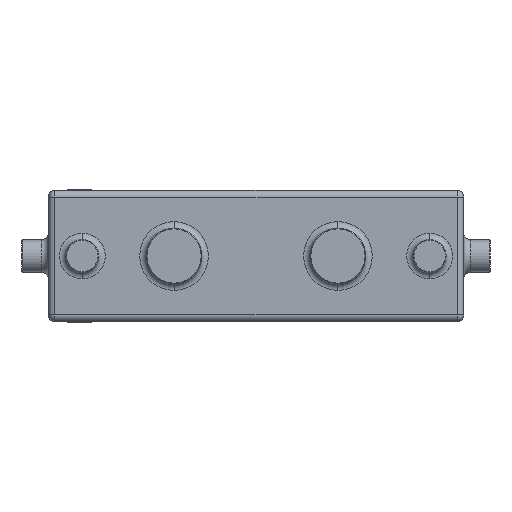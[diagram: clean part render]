
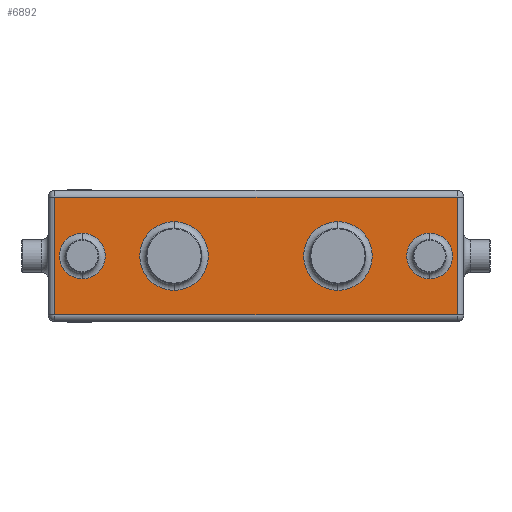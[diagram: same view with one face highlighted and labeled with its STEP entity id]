
A CAD part, left-side view. The second image highlights one B-rep face of the part: STEP entity #6892.
In plain terms, the highlighted planar face has unit normal (-1, 0, 0).
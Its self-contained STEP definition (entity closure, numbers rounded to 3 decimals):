
#30 = FACE_BOUND ( 'NONE', #18969, .T. ) ;
#239 = AXIS2_PLACEMENT_3D ( 'NONE', #13666, #20938, #7823 ) ;
#689 = CIRCLE ( 'NONE', #15675, 26.2 ) ;
#746 = EDGE_CURVE ( 'NONE', #15134, #18985, #2673, .T. ) ;
#784 = DIRECTION ( 'NONE',  ( 1., 0., 0. ) ) ;
#1216 = VECTOR ( 'NONE', #5870, 1000. ) ;
#1243 = ORIENTED_EDGE ( 'NONE', *, *, #5637, .T. ) ;
#1367 = EDGE_CURVE ( 'NONE', #18239, #23775, #23019, .T. ) ;
#1446 = DIRECTION ( 'NONE',  ( 0., 0., 1. ) ) ;
#1540 = FACE_OUTER_BOUND ( 'NONE', #4489, .T. ) ;
#1769 = ORIENTED_EDGE ( 'NONE', *, *, #22058, .T. ) ;
#1827 = FACE_BOUND ( 'NONE', #6252, .T. ) ;
#1837 = ORIENTED_EDGE ( 'NONE', *, *, #3284, .T. ) ;
#2079 = CARTESIAN_POINT ( 'NONE',  ( -50., 132.5, -17.5 ) ) ;
#2396 = VECTOR ( 'NONE', #1446, 1000. ) ;
#2422 = FACE_BOUND ( 'NONE', #21381, .T. ) ;
#2673 = CIRCLE ( 'NONE', #5616, 26.2 ) ;
#3284 = EDGE_CURVE ( 'NONE', #18985, #15134, #18266, .T. ) ;
#3684 = EDGE_CURVE ( 'NONE', #20295, #21529, #11866, .T. ) ;
#4489 = EDGE_LOOP ( 'NONE', ( #1769, #8218, #5557, #23507 ) ) ;
#4594 = CARTESIAN_POINT ( 'NONE',  ( -50., 132.5, 17.5 ) ) ;
#4930 = ORIENTED_EDGE ( 'NONE', *, *, #11195, .T. ) ;
#5136 = CARTESIAN_POINT ( 'NONE',  ( -50., 62.5, -26.2 ) ) ;
#5445 = CARTESIAN_POINT ( 'NONE',  ( -50., -132.5, 17.5 ) ) ;
#5557 = ORIENTED_EDGE ( 'NONE', *, *, #21503, .T. ) ;
#5616 = AXIS2_PLACEMENT_3D ( 'NONE', #13138, #24356, #7304 ) ;
#5637 = EDGE_CURVE ( 'NONE', #23775, #18239, #13990, .T. ) ;
#5870 = DIRECTION ( 'NONE',  ( 0., 0., -1. ) ) ;
#5898 = CARTESIAN_POINT ( 'NONE',  ( -50., 132.5, 0. ) ) ;
#6196 = VERTEX_POINT ( 'NONE', #7555 ) ;
#6227 = VERTEX_POINT ( 'NONE', #2079 ) ;
#6252 = EDGE_LOOP ( 'NONE', ( #22421, #17250 ) ) ;
#6657 = CARTESIAN_POINT ( 'NONE',  ( -50., -158.5, -45. ) ) ;
#6745 = LINE ( 'NONE', #6657, #17681 ) ;
#6829 = CARTESIAN_POINT ( 'NONE',  ( -50., -62.5, -26.2 ) ) ;
#6885 = FACE_BOUND ( 'NONE', #22355, .T. ) ;
#6892 = ADVANCED_FACE ( 'NONE', ( #1540, #2422, #6885, #1827, #30 ), #8059, .F. ) ;
#7042 = VERTEX_POINT ( 'NONE', #6829 ) ;
#7147 = AXIS2_PLACEMENT_3D ( 'NONE', #11940, #11865, #21252 ) ;
#7304 = DIRECTION ( 'NONE',  ( 0., 0., -1. ) ) ;
#7555 = CARTESIAN_POINT ( 'NONE',  ( -50., -62.5, 26.2 ) ) ;
#7823 = DIRECTION ( 'NONE',  ( 0., 0., -1. ) ) ;
#7833 = CARTESIAN_POINT ( 'NONE',  ( -50., 153.5, 50. ) ) ;
#8059 = PLANE ( 'NONE',  #7147 ) ;
#8218 = ORIENTED_EDGE ( 'NONE', *, *, #13979, .T. ) ;
#8221 = EDGE_CURVE ( 'NONE', #6196, #7042, #689, .T. ) ;
#8237 = DIRECTION ( 'NONE',  ( 0., 0., -1. ) ) ;
#8403 = CIRCLE ( 'NONE', #10218, 17.5 ) ;
#8443 = CARTESIAN_POINT ( 'NONE',  ( -50., 62.5, 26.2 ) ) ;
#8477 = DIRECTION ( 'NONE',  ( 1., 0., 0. ) ) ;
#8627 = CIRCLE ( 'NONE', #17895, 26.2 ) ;
#8628 = ORIENTED_EDGE ( 'NONE', *, *, #1367, .T. ) ;
#8885 = CARTESIAN_POINT ( 'NONE',  ( -50., 153.5, 45. ) ) ;
#9625 = CARTESIAN_POINT ( 'NONE',  ( -50., -153.5, -45. ) ) ;
#10218 = AXIS2_PLACEMENT_3D ( 'NONE', #12944, #14977, #14811 ) ;
#11088 = DIRECTION ( 'NONE',  ( 0., 1., 0. ) ) ;
#11195 = EDGE_CURVE ( 'NONE', #7042, #6196, #8627, .T. ) ;
#11311 = LINE ( 'NONE', #7833, #1216 ) ;
#11525 = DIRECTION ( 'NONE',  ( 0., 0., -1. ) ) ;
#11865 = DIRECTION ( 'NONE',  ( 1., 0., 0. ) ) ;
#11866 = LINE ( 'NONE', #12773, #2396 ) ;
#11940 = CARTESIAN_POINT ( 'NONE',  ( -50., -158.5, 50. ) ) ;
#12761 = CARTESIAN_POINT ( 'NONE',  ( -50., -62.5, 0. ) ) ;
#12773 = CARTESIAN_POINT ( 'NONE',  ( -50., -153.5, 50. ) ) ;
#12944 = CARTESIAN_POINT ( 'NONE',  ( -50., 132.5, 0. ) ) ;
#13038 = DIRECTION ( 'NONE',  ( 0., 0., -1. ) ) ;
#13100 = AXIS2_PLACEMENT_3D ( 'NONE', #14082, #784, #8237 ) ;
#13138 = CARTESIAN_POINT ( 'NONE',  ( -50., 62.5, 0. ) ) ;
#13156 = VERTEX_POINT ( 'NONE', #8885 ) ;
#13666 = CARTESIAN_POINT ( 'NONE',  ( -50., -132.5, 0. ) ) ;
#13979 = EDGE_CURVE ( 'NONE', #13156, #14951, #11311, .T. ) ;
#13990 = CIRCLE ( 'NONE', #19951, 17.5 ) ;
#14082 = CARTESIAN_POINT ( 'NONE',  ( -50., 62.5, 0. ) ) ;
#14130 = DIRECTION ( 'NONE',  ( 0., -1., 0. ) ) ;
#14439 = CARTESIAN_POINT ( 'NONE',  ( -50., -132.5, -17.5 ) ) ;
#14811 = DIRECTION ( 'NONE',  ( 0., 0., -1. ) ) ;
#14951 = VERTEX_POINT ( 'NONE', #21822 ) ;
#14977 = DIRECTION ( 'NONE',  ( 1., 0., 0. ) ) ;
#15107 = AXIS2_PLACEMENT_3D ( 'NONE', #5898, #15268, #11525 ) ;
#15134 = VERTEX_POINT ( 'NONE', #8443 ) ;
#15268 = DIRECTION ( 'NONE',  ( 1., 0., 0. ) ) ;
#15415 = CIRCLE ( 'NONE', #15107, 17.5 ) ;
#15675 = AXIS2_PLACEMENT_3D ( 'NONE', #12761, #16483, #22181 ) ;
#16483 = DIRECTION ( 'NONE',  ( 1., 0., 0. ) ) ;
#16897 = EDGE_CURVE ( 'NONE', #20907, #6227, #8403, .T. ) ;
#17250 = ORIENTED_EDGE ( 'NONE', *, *, #16897, .T. ) ;
#17681 = VECTOR ( 'NONE', #14130, 1000. ) ;
#17895 = AXIS2_PLACEMENT_3D ( 'NONE', #22598, #24489, #13038 ) ;
#17970 = EDGE_CURVE ( 'NONE', #6227, #20907, #15415, .T. ) ;
#18239 = VERTEX_POINT ( 'NONE', #14439 ) ;
#18266 = CIRCLE ( 'NONE', #13100, 26.2 ) ;
#18809 = ORIENTED_EDGE ( 'NONE', *, *, #8221, .T. ) ;
#18969 = EDGE_LOOP ( 'NONE', ( #8628, #1243 ) ) ;
#18985 = VERTEX_POINT ( 'NONE', #5136 ) ;
#18996 = ORIENTED_EDGE ( 'NONE', *, *, #746, .T. ) ;
#19548 = VECTOR ( 'NONE', #11088, 1000. ) ;
#19868 = LINE ( 'NONE', #22291, #19548 ) ;
#19879 = CARTESIAN_POINT ( 'NONE',  ( -50., -132.5, 0. ) ) ;
#19951 = AXIS2_PLACEMENT_3D ( 'NONE', #19879, #8477, #23470 ) ;
#20295 = VERTEX_POINT ( 'NONE', #9625 ) ;
#20907 = VERTEX_POINT ( 'NONE', #4594 ) ;
#20938 = DIRECTION ( 'NONE',  ( 1., 0., 0. ) ) ;
#21252 = DIRECTION ( 'NONE',  ( 0., 0., -1. ) ) ;
#21381 = EDGE_LOOP ( 'NONE', ( #1837, #18996 ) ) ;
#21503 = EDGE_CURVE ( 'NONE', #14951, #20295, #6745, .T. ) ;
#21529 = VERTEX_POINT ( 'NONE', #23857 ) ;
#21822 = CARTESIAN_POINT ( 'NONE',  ( -50., 153.5, -45. ) ) ;
#22058 = EDGE_CURVE ( 'NONE', #21529, #13156, #19868, .T. ) ;
#22181 = DIRECTION ( 'NONE',  ( 0., 0., -1. ) ) ;
#22291 = CARTESIAN_POINT ( 'NONE',  ( -50., -158.5, 45. ) ) ;
#22355 = EDGE_LOOP ( 'NONE', ( #4930, #18809 ) ) ;
#22421 = ORIENTED_EDGE ( 'NONE', *, *, #17970, .T. ) ;
#22598 = CARTESIAN_POINT ( 'NONE',  ( -50., -62.5, 0. ) ) ;
#23019 = CIRCLE ( 'NONE', #239, 17.5 ) ;
#23470 = DIRECTION ( 'NONE',  ( 0., 0., -1. ) ) ;
#23507 = ORIENTED_EDGE ( 'NONE', *, *, #3684, .T. ) ;
#23775 = VERTEX_POINT ( 'NONE', #5445 ) ;
#23857 = CARTESIAN_POINT ( 'NONE',  ( -50., -153.5, 45. ) ) ;
#24356 = DIRECTION ( 'NONE',  ( 1., 0., 0. ) ) ;
#24489 = DIRECTION ( 'NONE',  ( 1., 0., 0. ) ) ;
